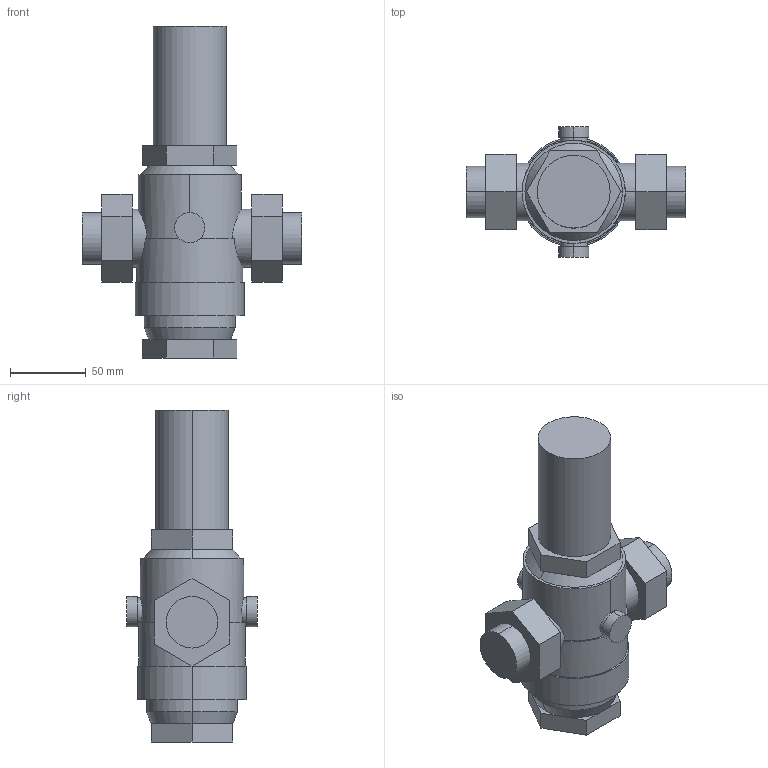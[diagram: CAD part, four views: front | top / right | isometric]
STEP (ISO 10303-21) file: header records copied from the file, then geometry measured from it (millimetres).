
FILE_DESCRIPTION(('no description'),'unknown implementation level');
FILE_NAME('D06FH-1B_3D.stp',' ',('pit-cup GmbH'),('ccLab - KiM Gmbh - www.kimweb.de'),'unknown preprocess','ACIS','unknown authorization');
FILE_SCHEMA(('automotive_design'));
Length unit declared in the file: millimetre
Products named in the file (1): 1
Bounding box: 145 x 86 x 219 mm (x, y, z)
Volume: 749554 mm3; surface area: 65883.9 mm2
Topology: 1 solids, 1 shells, 86 faces, 204 edges, 130 vertices
Faces by surface type: plane 56, cylinder 26, cone 4
Entity records: 5536 total; most frequent: CARTESIAN_POINT 1137, DIRECTION 428, STYLED_ITEM 421, PRESENTATION_STYLE_ASSIGNMENT 421, COLOUR_RGB 421, ORIENTED_EDGE 408, EDGE_CURVE 204, CURVE_STYLE 204
